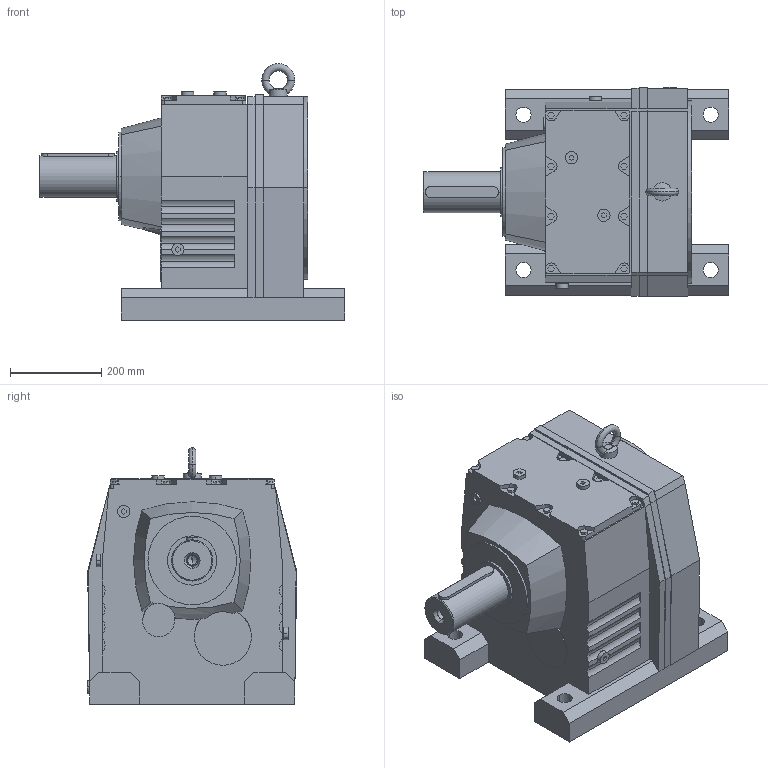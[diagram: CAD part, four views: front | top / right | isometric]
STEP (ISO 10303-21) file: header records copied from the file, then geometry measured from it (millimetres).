
FILE_DESCRIPTION(('STEP AP214'),'1');
FILE_NAME('cctmp_98F01A2B-6962-4EC4-AB0A-5454F10F53F0_2022_07_07_16_07_33_0384..stp','2022-07-07T14:07:33',('SEW-EURODRIVE GmbH & Co KG'),('CADClick - www.CADClick.com'),'Spatial InterOp 3D postprocessed',' ','unknown authorization');
FILE_SCHEMA(('AUTOMOTIVE_DESIGN'));
Length unit declared in the file: millimetre
Products named in the file (1): 1
Bounding box: 670 x 459 x 562 mm (x, y, z)
Volume: 70051722.5 mm3; surface area: 1322958.4 mm2
Topology: 3 solids, 5 shells, 363 faces, 922 edges, 597 vertices
Faces by surface type: plane 252, cylinder 88, cone 15, torus 8
Entity records: 12518 total; most frequent: CARTESIAN_POINT 2484, ORIENTED_EDGE 1840, DIRECTION 1830, EDGE_CURVE 920, LINE 684, VECTOR 684, VERTEX_POINT 597, AXIS2_PLACEMENT_3D 573
